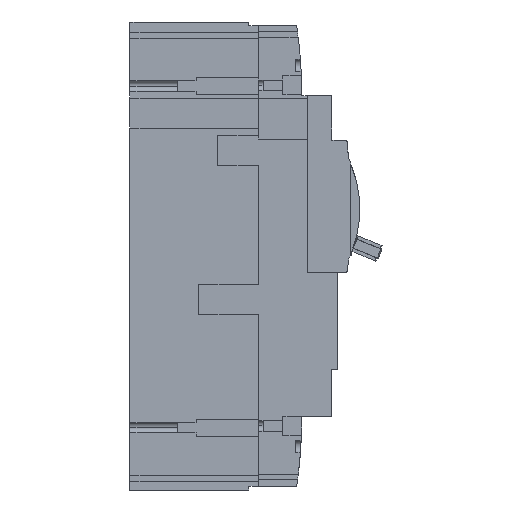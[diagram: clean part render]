
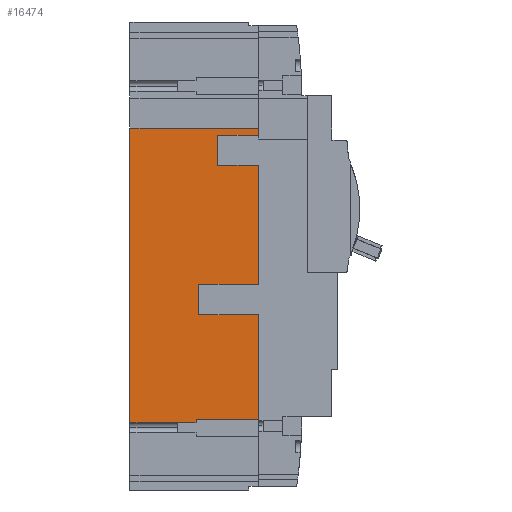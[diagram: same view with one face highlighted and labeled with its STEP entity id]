
A CAD part, left-side view. The second image highlights one B-rep face of the part: STEP entity #16474.
In plain terms, the highlighted planar face has unit normal (-1, 0, 0).
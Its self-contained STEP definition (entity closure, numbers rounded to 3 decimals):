
#14942=EDGE_CURVE('',#28380,#15938,#43145,.T.);
#15516=EDGE_CURVE('',#20286,#26186,#43773,.T.);
#15938=VERTEX_POINT('',#44239);
#16150=EDGE_CURVE('',#22388,#30708,#44467,.T.);
#16474=ADVANCED_FACE('',(#44824),#44825,.F.);
#17172=EDGE_CURVE('',#30708,#37798,#45583,.T.);
#17540=VERTEX_POINT('',#45976);
#17858=VERTEX_POINT('',#46326);
#18236=EDGE_CURVE('',#24184,#28100,#46736,.T.);
#20286=VERTEX_POINT('',#48978);
#21478=EDGE_CURVE('',#27766,#41424,#50283,.T.);
#22388=VERTEX_POINT('',#51284);
#22408=EDGE_CURVE('',#28100,#25610,#51305,.T.);
#22454=EDGE_CURVE('',#27668,#29330,#51358,.T.);
#22594=EDGE_CURVE('',#26086,#41228,#51512,.T.);
#23186=VERTEX_POINT('',#52168);
#24184=VERTEX_POINT('',#53265);
#25098=EDGE_CURVE('',#24184,#20286,#54258,.T.);
#25610=VERTEX_POINT('',#54821);
#25788=EDGE_CURVE('',#40858,#25610,#55009,.T.);
#26086=VERTEX_POINT('',#55337);
#26186=VERTEX_POINT('',#55446);
#26844=EDGE_CURVE('',#26086,#27766,#56179,.T.);
#27342=EDGE_CURVE('',#37798,#40858,#56731,.T.);
#27668=VERTEX_POINT('',#57094);
#27766=VERTEX_POINT('',#57201);
#28100=VERTEX_POINT('',#57557);
#28380=VERTEX_POINT('',#57902);
#29330=VERTEX_POINT('',#58932);
#30708=VERTEX_POINT('',#60438);
#33286=EDGE_CURVE('',#17858,#23186,#63277,.T.);
#33424=EDGE_CURVE('',#22388,#41228,#63426,.T.);
#35188=EDGE_CURVE('',#26186,#17858,#65357,.T.);
#37698=EDGE_CURVE('',#27668,#17540,#68083,.T.);
#37798=VERTEX_POINT('',#68194);
#39628=EDGE_CURVE('',#29330,#23186,#70221,.T.);
#40168=EDGE_CURVE('',#15938,#17540,#70805,.T.);
#40858=VERTEX_POINT('',#71554);
#41228=VERTEX_POINT('',#71954);
#41424=VERTEX_POINT('',#72166);
#42128=EDGE_CURVE('',#41424,#28380,#72924,.T.);
#43145=LINE('',#74340,#74341);
#43773=LINE('',#75263,#75264);
#44239=CARTESIAN_POINT('',(-68.95,-35.0,-86.503));
#44467=LINE('',#76231,#76232);
#44824=FACE_OUTER_BOUND('',#76726,.T.);
#44825=PLANE('',#76727);
#45583=LINE('',#77906,#77907);
#45976=CARTESIAN_POINT('',(-68.95,-68.0,-86.503));
#46326=CARTESIAN_POINT('',(-68.95,-36.5,-31.));
#46736=LINE('',#79574,#79575);
#48978=CARTESIAN_POINT('',(-68.95,-68.0,-15.));
#50283=LINE('',#84901,#84902);
#51284=CARTESIAN_POINT('',(-68.95,-68.0,67.821));
#51305=LINE('',#86359,#86360);
#51358=LINE('',#86440,#86441);
#51512=LINE('',#86658,#86659);
#52168=CARTESIAN_POINT('',(-68.95,-36.5,-31.));
#53265=CARTESIAN_POINT('',(-68.95,-68.0,47.992));
#54258=LINE('',#90629,#90630);
#54821=CARTESIAN_POINT('',(-68.95,-46.5,48.));
#55009=LINE('',#91764,#91765);
#55337=CARTESIAN_POINT('',(-68.95,0.,-88.254));
#55446=CARTESIAN_POINT('',(-68.95,-36.5,-15.));
#56179=LINE('',#93569,#93570);
#56731=LINE('',#94403,#94404);
#57094=CARTESIAN_POINT('',(-68.95,-68.0,-31.008));
#57201=CARTESIAN_POINT('',(-68.95,-25.0,-88.254));
#57557=CARTESIAN_POINT('',(-68.95,-46.5,47.992));
#57902=CARTESIAN_POINT('',(-68.95,-35.0,-88.253));
#58932=CARTESIAN_POINT('',(-68.95,-36.5,-31.008));
#60438=CARTESIAN_POINT('',(-68.95,-68.0,64.));
#63277=LINE('',#103903,#103904);
#63426=LINE('',#104136,#104137);
#65357=LINE('',#106922,#106923);
#68083=LINE('',#110856,#110857);
#68194=CARTESIAN_POINT('',(-68.95,-46.5,64.));
#70221=LINE('',#114007,#114008);
#70805=LINE('',#114844,#114845);
#71554=CARTESIAN_POINT('',(-68.95,-46.5,48.));
#71954=CARTESIAN_POINT('',(-68.95,0.0,67.821));
#72166=CARTESIAN_POINT('',(-68.95,-25.0,-88.253));
#72924=LINE('',#117965,#117966);
#74340=CARTESIAN_POINT('',(-68.95,-35.0,-44.852));
#74341=VECTOR('',#119074,1.0);
#75263=CARTESIAN_POINT('',(-68.95,-68.0,-15.));
#75264=VECTOR('',#119764,1.0);
#76231=CARTESIAN_POINT('',(-68.95,-68.0,121.901));
#76232=VECTOR('',#120473,1.0);
#76726=EDGE_LOOP('',(#120834,#120835,#120836,#120837,#120838,#120839,#120840,#120841,#120842,#120843,#120844,#120845,#120846,#120847,#120848,#120849,#120850,#120851,#120852,#120853));
#76727=AXIS2_PLACEMENT_3D('',#120854,#120855,#120856);
#77906=CARTESIAN_POINT('',(-68.95,-68.0,64.));
#77907=VECTOR('',#121606,1.0);
#79574=CARTESIAN_POINT('',(-68.95,-51.868,47.992));
#79575=VECTOR('',#122709,1.0);
#84901=CARTESIAN_POINT('',(-68.95,-25.0,-44.852));
#84902=VECTOR('',#126300,1.0);
#86359=CARTESIAN_POINT('',(-68.95,-46.5,24.646));
#86360=VECTOR('',#127402,1.0);
#86440=CARTESIAN_POINT('',(-68.95,-51.868,-31.008));
#86441=VECTOR('',#127473,1.0);
#86658=CARTESIAN_POINT('',(-68.95,0.0,-124.));
#86659=VECTOR('',#127640,1.0);
#90629=CARTESIAN_POINT('',(-68.95,-68.0,48.));
#90630=VECTOR('',#130523,1.0);
#91764=CARTESIAN_POINT('',(-68.95,-46.5,48.));
#91765=VECTOR('',#131217,1.0);
#93569=CARTESIAN_POINT('',(-68.95,-12.5,-88.254));
#93570=VECTOR('',#132527,1.0);
#94403=CARTESIAN_POINT('',(-68.95,-46.5,64.));
#94404=VECTOR('',#133205,1.0);
#103903=CARTESIAN_POINT('',(-68.95,-36.5,-31.));
#103904=VECTOR('',#140531,1.0);
#104136=CARTESIAN_POINT('',(-68.95,-14.345,67.821));
#104137=VECTOR('',#140667,1.0);
#106922=CARTESIAN_POINT('',(-68.95,-36.5,-15.));
#106923=VECTOR('',#142588,1.0);
#110856=CARTESIAN_POINT('',(-68.95,-68.0,-31.));
#110857=VECTOR('',#145171,1.0);
#114007=CARTESIAN_POINT('',(-68.95,-36.5,-14.854));
#114008=VECTOR('',#147715,1.0);
#114844=CARTESIAN_POINT('',(-68.95,-51.893,-86.503));
#114845=VECTOR('',#148214,1.0);
#117965=CARTESIAN_POINT('',(-68.95,-35.368,-88.253));
#117966=VECTOR('',#150207,1.0);
#119074=DIRECTION('',(0.0,0.0,1.0));
#119764=DIRECTION('',(0.0,1.0,0.0));
#120473=DIRECTION('',(0.0,0.0,-1.0));
#120834=ORIENTED_EDGE('',*,*,#39628,.T.);
#120835=ORIENTED_EDGE('',*,*,#33286,.F.);
#120836=ORIENTED_EDGE('',*,*,#35188,.F.);
#120837=ORIENTED_EDGE('',*,*,#15516,.F.);
#120838=ORIENTED_EDGE('',*,*,#25098,.F.);
#120839=ORIENTED_EDGE('',*,*,#18236,.T.);
#120840=ORIENTED_EDGE('',*,*,#22408,.T.);
#120841=ORIENTED_EDGE('',*,*,#25788,.F.);
#120842=ORIENTED_EDGE('',*,*,#27342,.F.);
#120843=ORIENTED_EDGE('',*,*,#17172,.F.);
#120844=ORIENTED_EDGE('',*,*,#16150,.F.);
#120845=ORIENTED_EDGE('',*,*,#33424,.T.);
#120846=ORIENTED_EDGE('',*,*,#22594,.F.);
#120847=ORIENTED_EDGE('',*,*,#26844,.T.);
#120848=ORIENTED_EDGE('',*,*,#21478,.T.);
#120849=ORIENTED_EDGE('',*,*,#42128,.T.);
#120850=ORIENTED_EDGE('',*,*,#14942,.T.);
#120851=ORIENTED_EDGE('',*,*,#40168,.T.);
#120852=ORIENTED_EDGE('',*,*,#37698,.F.);
#120853=ORIENTED_EDGE('',*,*,#22454,.T.);
#120854=CARTESIAN_POINT('',(-68.95,-35.735,1.299));
#120855=DIRECTION('',(1.0,0.0,0.0));
#120856=DIRECTION('',(0.0,1.0,0.0));
#121606=DIRECTION('',(0.0,1.0,0.0));
#122709=DIRECTION('',(0.0,1.0,0.));
#126300=DIRECTION('',(0.0,0.0,1.0));
#127402=DIRECTION('',(0.0,0.0,1.0));
#127473=DIRECTION('',(-0.0,1.0,0.0));
#127640=DIRECTION('',(0.0,0.0,1.0));
#130523=DIRECTION('',(0.0,0.0,-1.0));
#131217=DIRECTION('',(0.0,-1.0,0.0));
#132527=DIRECTION('',(-0.0,-1.0,-0.0));
#133205=DIRECTION('',(0.0,0.0,-1.0));
#140531=DIRECTION('',(0.0,-1.0,0.0));
#140667=DIRECTION('',(-0.0,1.0,0.0));
#142588=DIRECTION('',(0.0,0.0,-1.0));
#145171=DIRECTION('',(0.0,0.0,-1.0));
#147715=DIRECTION('',(0.0,0.0,1.0));
#148214=DIRECTION('',(0.0,-1.0,0.0));
#150207=DIRECTION('',(0.0,-1.0,0.0));
